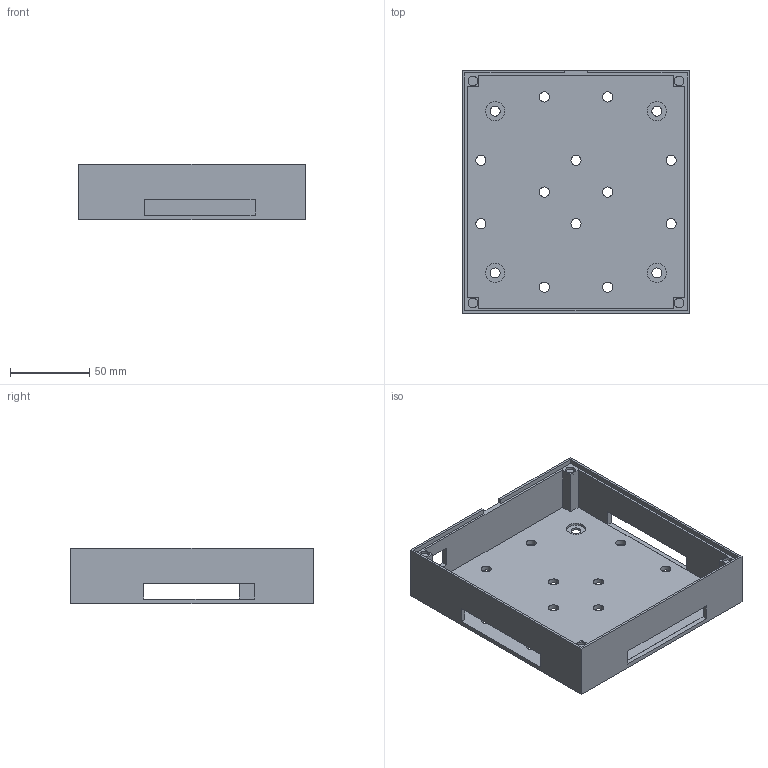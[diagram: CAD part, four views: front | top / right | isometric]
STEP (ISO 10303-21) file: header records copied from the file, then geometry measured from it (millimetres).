
FILE_DESCRIPTION(/* description */ (''),/* implementation_level */ '2;1');
FILE_NAME(/* name */ 'keypad box bottom.step',/* time_stamp */ '2025-08-01T15:38:59-07:00',/* author */ (''),/* organization */ (''),/* preprocessor_version */ 'ST-DEVELOPER v20.1',/* originating_system */ 'Autodesk Translation Framework v14.10.0.0',/* authorisation */ '');
FILE_SCHEMA (('AUTOMOTIVE_DESIGN { 1 0 10303 214 3 1 1 }'));
Length unit declared in the file: millimetre
Products named in the file (1): Keypad Box Bottom
Bounding box: 143.1 x 153.1 x 35.1 mm (x, y, z)
Volume: 115340.2 mm3; surface area: 79969.1 mm2
Topology: 1 solids, 1 shells, 76 faces, 200 edges, 132 vertices
Faces by surface type: plane 52, cylinder 24
Full cylindrical faces by diameter (mm): 6.1 x4, 6.25 x4, 6.4 x12, 12 x4
Entity records: 2453 total; most frequent: CARTESIAN_POINT 409, DIRECTION 402, ORIENTED_EDGE 400, EDGE_CURVE 200, LINE 152, VECTOR 152, VERTEX_POINT 132, AXIS2_PLACEMENT_3D 125
